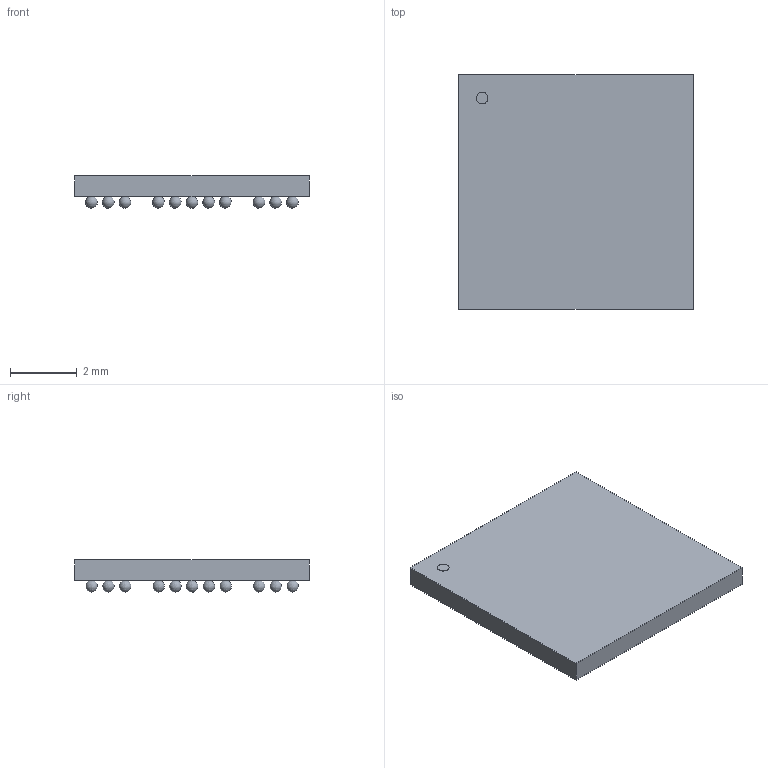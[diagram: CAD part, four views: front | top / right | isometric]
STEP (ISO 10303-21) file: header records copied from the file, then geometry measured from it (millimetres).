
FILE_DESCRIPTION(('STEP AP214'),'1');
FILE_NAME('VFBGA98_SOT1982-1_NXP','2021-03-13T06:11:24',(''),(''),'','','');
FILE_SCHEMA(('AUTOMOTIVE_DESIGN'));
Length unit declared in the file: millimetre
Products named in the file (1): product
Bounding box: 7.01 x 7.01 x 0.97 mm (x, y, z)
Volume: 32.3 mm3; surface area: 154.5 mm2
Topology: 100 solids, 100 shells, 107 faces, 309 edges, 206 vertices
Faces by surface type: sphere 98, plane 8, cylinder 1
Full cylindrical faces by diameter (mm): 0.351 x1
Entity records: 1138 total; most frequent: DIRECTION 234, CARTESIAN_POINT 121, AXIS2_PLACEMENT_3D 111, STYLED_ITEM 107, ADVANCED_FACE 107, MANIFOLD_SOLID_BREP 100, CLOSED_SHELL 100, SPHERICAL_SURFACE 98
